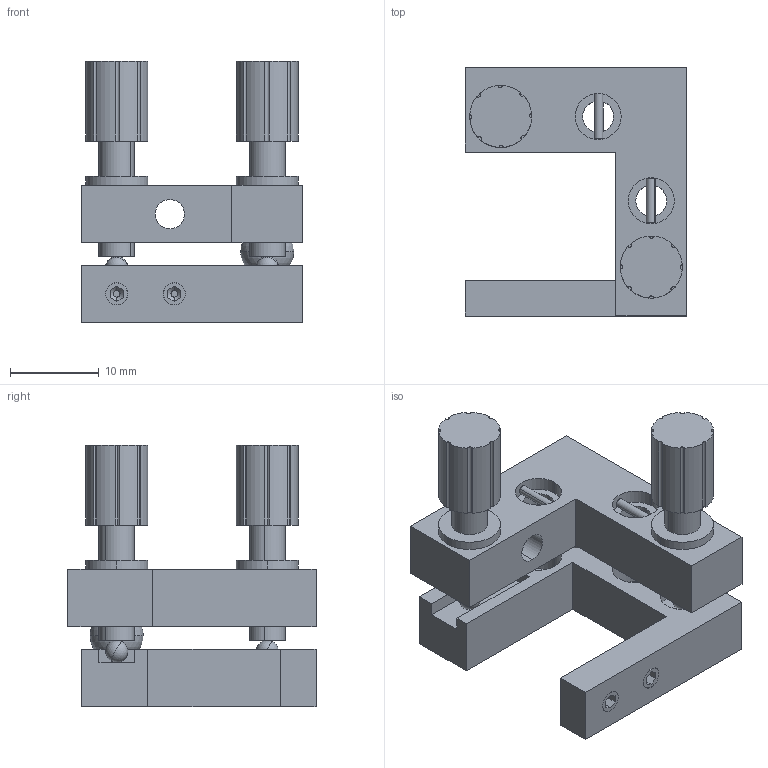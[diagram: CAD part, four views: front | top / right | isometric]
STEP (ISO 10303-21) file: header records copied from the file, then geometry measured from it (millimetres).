
FILE_DESCRIPTION (( 'STEP AP214' ), '1' );
FILE_NAME ('GCM-100201-三维外形图-20161111.STEP', '2016-11-11T07:46:33', ( 't' ), ( 'd' ), 'SwSTEP 2.0', 'SolidWorks 2012', '' );
FILE_SCHEMA (( 'AUTOMOTIVE_DESIGN' ));
Length unit declared in the file: millimetre
Products named in the file (1): GCM-100201-三维外形图-20161111
Bounding box: 25 x 28 x 29.5 mm (x, y, z)
Surface area: 5012.2 mm2 (no closed solid volume)
Topology: 0 solids, 21 shells, 158 faces, 423 edges, 291 vertices
Faces by surface type: cylinder 88, plane 56, cone 8, sphere 6
Entity records: 6699 total; most frequent: DIRECTION 948, CARTESIAN_POINT 849, ORIENTED_EDGE 746, EDGE_CURVE 408, AXIS2_PLACEMENT_3D 381, VERTEX_POINT 282, CIRCLE 222, EDGE_LOOP 195
